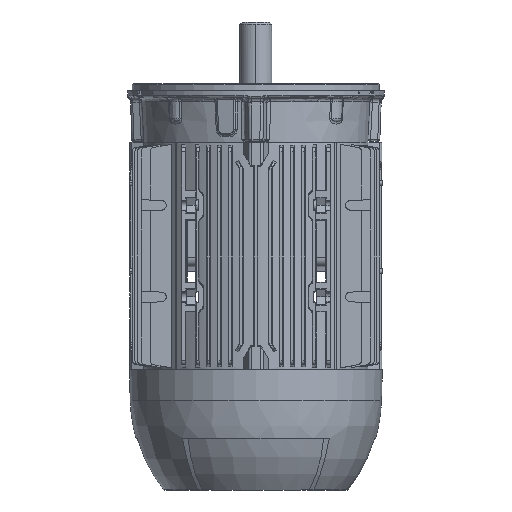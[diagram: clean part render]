
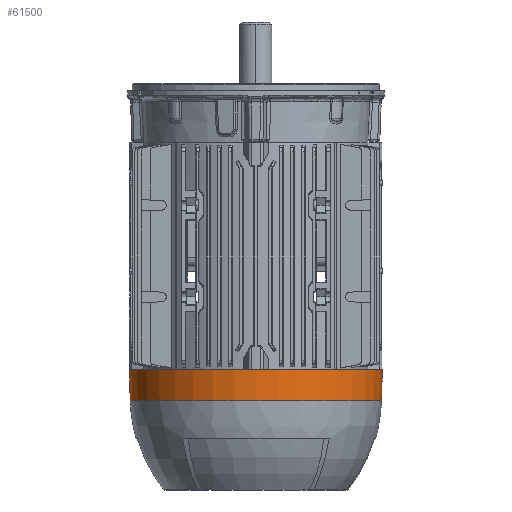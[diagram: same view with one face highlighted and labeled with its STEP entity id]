
A CAD part, front view. The second image highlights one B-rep face of the part: STEP entity #61500.
In plain terms, the highlighted conical face has half-angle 1.5 degrees and reference radius 110.35 mm.
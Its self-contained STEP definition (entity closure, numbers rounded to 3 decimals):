
#890 = VERTEX_POINT ( 'NONE', #53015 ) ;
#2786 = EDGE_CURVE ( 'NONE', #890, #5598, #37618, .T. ) ;
#3753 = CARTESIAN_POINT ( 'NONE',  ( 110.376, 0., -167.5 ) ) ;
#5533 = CONICAL_SURFACE ( 'NONE', #14942, 110.35, 0.026 ) ;
#5598 = VERTEX_POINT ( 'NONE', #57773 ) ;
#12093 = FACE_OUTER_BOUND ( 'NONE', #45083, .T. ) ;
#13189 = DIRECTION ( 'NONE',  ( 0., 0., 1. ) ) ;
#13775 = DIRECTION ( 'NONE',  ( 1., 0., 0. ) ) ;
#14161 = EDGE_CURVE ( 'NONE', #5598, #53182, #57438, .T. ) ;
#14942 = AXIS2_PLACEMENT_3D ( 'NONE', #45679, #68186, #28344 ) ;
#19235 = ORIENTED_EDGE ( 'NONE', *, *, #51485, .F. ) ;
#20446 = DIRECTION ( 'NONE',  ( -0.026, 0., 1. ) ) ;
#23832 = CARTESIAN_POINT ( 'NONE',  ( 110.35, 0., -168.5 ) ) ;
#25013 = CARTESIAN_POINT ( 'NONE',  ( 0., 0., -167.5 ) ) ;
#25425 = CARTESIAN_POINT ( 'NONE',  ( -110.376, 0., -167.5 ) ) ;
#28283 = DIRECTION ( 'NONE',  ( 0.026, 0., 1. ) ) ;
#28344 = DIRECTION ( 'NONE',  ( 1., 0., 0. ) ) ;
#30155 = DIRECTION ( 'NONE',  ( 1., 0., 0. ) ) ;
#30562 = VERTEX_POINT ( 'NONE', #25425 ) ;
#32695 = EDGE_CURVE ( 'NONE', #30562, #53182, #56788, .T. ) ;
#34858 = VECTOR ( 'NONE', #28283, 1000. ) ;
#37618 = CIRCLE ( 'NONE', #60086, 109.669 ) ;
#38873 = CARTESIAN_POINT ( 'NONE',  ( -110.35, 0., -168.5 ) ) ;
#41814 = CARTESIAN_POINT ( 'NONE',  ( 0., 0., -194.5 ) ) ;
#45083 = EDGE_LOOP ( 'NONE', ( #19235, #68748, #66429, #57231 ) ) ;
#45679 = CARTESIAN_POINT ( 'NONE',  ( 0., 0., -168.5 ) ) ;
#51485 = EDGE_CURVE ( 'NONE', #890, #30562, #72441, .T. ) ;
#53015 = CARTESIAN_POINT ( 'NONE',  ( -109.669, 0., -194.5 ) ) ;
#53182 = VERTEX_POINT ( 'NONE', #3753 ) ;
#56788 = CIRCLE ( 'NONE', #63819, 110.376 ) ;
#57231 = ORIENTED_EDGE ( 'NONE', *, *, #32695, .F. ) ;
#57438 = LINE ( 'NONE', #23832, #34858 ) ;
#57773 = CARTESIAN_POINT ( 'NONE',  ( 109.669, 0., -194.5 ) ) ;
#60086 = AXIS2_PLACEMENT_3D ( 'NONE', #41814, #64335, #13775 ) ;
#61500 = ADVANCED_FACE ( 'NONE', ( #12093 ), #5533, .T. ) ;
#63819 = AXIS2_PLACEMENT_3D ( 'NONE', #25013, #13189, #30155 ) ;
#64335 = DIRECTION ( 'NONE',  ( 0., 0., 1. ) ) ;
#66429 = ORIENTED_EDGE ( 'NONE', *, *, #14161, .T. ) ;
#68186 = DIRECTION ( 'NONE',  ( 0., 0., 1. ) ) ;
#68748 = ORIENTED_EDGE ( 'NONE', *, *, #2786, .T. ) ;
#70618 = VECTOR ( 'NONE', #20446, 1000. ) ;
#72441 = LINE ( 'NONE', #38873, #70618 ) ;
